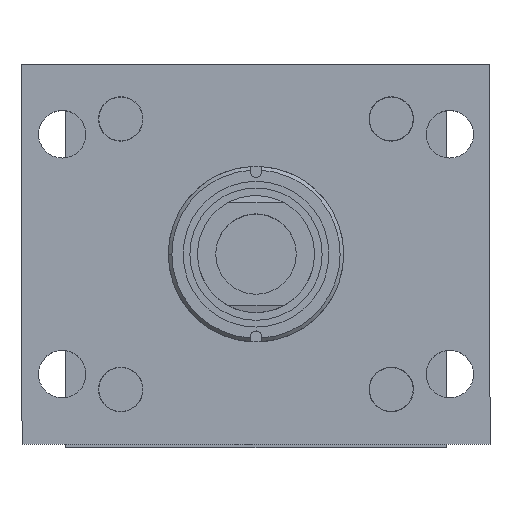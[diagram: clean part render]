
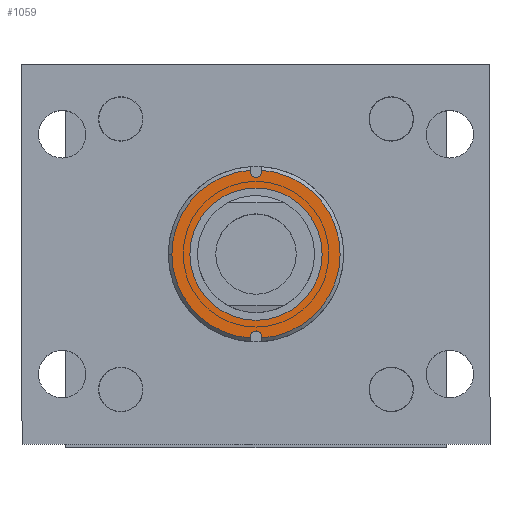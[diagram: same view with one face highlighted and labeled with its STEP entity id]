
A CAD part, top view. The second image highlights one B-rep face of the part: STEP entity #1059.
In plain terms, the highlighted planar face has unit normal (0, 0, 1).
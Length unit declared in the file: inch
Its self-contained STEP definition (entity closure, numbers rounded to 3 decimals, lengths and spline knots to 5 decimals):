
#3 = DIRECTION ( 'NONE',  ( 0., 0., 1. ) ) ;
#26 = EDGE_CURVE ( 'NONE', #1045, #1643, #5571, .T. ) ;
#588 = VERTEX_POINT ( 'NONE', #4493 ) ;
#810 = DIRECTION ( 'NONE',  ( 1., 0., 0. ) ) ;
#922 = CARTESIAN_POINT ( 'NONE',  ( 19.2471, 42.4197, -2.93519 ) ) ;
#1041 = CARTESIAN_POINT ( 'NONE',  ( 19.2471, 43.55073, -2.93519 ) ) ;
#1045 = VERTEX_POINT ( 'NONE', #3483 ) ;
#1059 = ADVANCED_FACE ( 'NONE', ( #3379, #8175 ), #2708, .T. ) ;
#1154 = DIRECTION ( 'NONE',  ( 0., 0., 1. ) ) ;
#1156 = CIRCLE ( 'NONE', #2636, 1.438 ) ;
#1185 = DIRECTION ( 'NONE',  ( 0., 0., 1. ) ) ;
#1233 = DIRECTION ( 'NONE',  ( -1., 0., 0. ) ) ;
#1358 = CARTESIAN_POINT ( 'NONE',  ( 17.8091, 42.4197, -2.93519 ) ) ;
#1450 = VERTEX_POINT ( 'NONE', #8619 ) ;
#1643 = VERTEX_POINT ( 'NONE', #3493 ) ;
#1788 = ORIENTED_EDGE ( 'NONE', *, *, #7928, .F. ) ;
#1812 = DIRECTION ( 'NONE',  ( 0., 0., -1. ) ) ;
#1840 = DIRECTION ( 'NONE',  ( -1., 0., 0. ) ) ;
#1866 = VERTEX_POINT ( 'NONE', #1934 ) ;
#1934 = CARTESIAN_POINT ( 'NONE',  ( 18.11607, 42.4197, -2.93519 ) ) ;
#1955 = DIRECTION ( 'NONE',  ( 0., 0., -1. ) ) ;
#1966 = CIRCLE ( 'NONE', #7016, 0.094 ) ;
#2083 = VERTEX_POINT ( 'NONE', #8596 ) ;
#2110 = VERTEX_POINT ( 'NONE', #1358 ) ;
#2197 = ORIENTED_EDGE ( 'NONE', *, *, #2522, .F. ) ;
#2320 = CARTESIAN_POINT ( 'NONE',  ( 19.3411, 43.8257, -2.93519 ) ) ;
#2522 = EDGE_CURVE ( 'NONE', #5435, #7482, #3353, .T. ) ;
#2636 = AXIS2_PLACEMENT_3D ( 'NONE', #922, #4059, #9707 ) ;
#2708 = PLANE ( 'NONE',  #6590 ) ;
#2808 = DIRECTION ( 'NONE',  ( 0., -1., 0. ) ) ;
#2928 = AXIS2_PLACEMENT_3D ( 'NONE', #6099, #6023, #1233 ) ;
#3154 = DIRECTION ( 'NONE',  ( 0., 0., -1. ) ) ;
#3218 = AXIS2_PLACEMENT_3D ( 'NONE', #7108, #3154, #4723 ) ;
#3353 = LINE ( 'NONE', #5862, #7010 ) ;
#3379 = FACE_BOUND ( 'NONE', #7746, .T. ) ;
#3417 = DIRECTION ( 'NONE',  ( 0., 1., 0. ) ) ;
#3483 = CARTESIAN_POINT ( 'NONE',  ( 19.1531, 43.8257, -2.93519 ) ) ;
#3493 = CARTESIAN_POINT ( 'NONE',  ( 19.1531, 43.85462, -2.93519 ) ) ;
#3667 = VECTOR ( 'NONE', #3825, 39.37008 ) ;
#3825 = DIRECTION ( 'NONE',  ( 0., 1., 0. ) ) ;
#3828 = AXIS2_PLACEMENT_3D ( 'NONE', #6606, #1812, #1840 ) ;
#3853 = CARTESIAN_POINT ( 'NONE',  ( 19.3411, 43.85462, -2.93519 ) ) ;
#3965 = EDGE_CURVE ( 'NONE', #7482, #6636, #6790, .T. ) ;
#4045 = VERTEX_POINT ( 'NONE', #8025 ) ;
#4059 = DIRECTION ( 'NONE',  ( 0., 0., -1. ) ) ;
#4129 = EDGE_CURVE ( 'NONE', #2083, #2110, #8053, .T. ) ;
#4218 = CARTESIAN_POINT ( 'NONE',  ( 19.3411, 43.55073, -2.93519 ) ) ;
#4318 = DIRECTION ( 'NONE',  ( 1., 0., 0. ) ) ;
#4365 = CARTESIAN_POINT ( 'NONE',  ( 19.1531, 43.55073, -2.93519 ) ) ;
#4413 = DIRECTION ( 'NONE',  ( -1., 0., 0. ) ) ;
#4451 = DIRECTION ( 'NONE',  ( 1., 0., 0. ) ) ;
#4493 = CARTESIAN_POINT ( 'NONE',  ( 19.1531, 41.0137, -2.93519 ) ) ;
#4582 = ORIENTED_EDGE ( 'NONE', *, *, #6238, .F. ) ;
#4723 = DIRECTION ( 'NONE',  ( -1., 0., 0. ) ) ;
#4820 = EDGE_CURVE ( 'NONE', #1450, #1866, #7721, .T. ) ;
#5094 = ORIENTED_EDGE ( 'NONE', *, *, #9192, .T. ) ;
#5164 = ORIENTED_EDGE ( 'NONE', *, *, #26, .T. ) ;
#5230 = EDGE_CURVE ( 'NONE', #1045, #5435, #7478, .T. ) ;
#5435 = VERTEX_POINT ( 'NONE', #2320 ) ;
#5471 = ORIENTED_EDGE ( 'NONE', *, *, #4820, .T. ) ;
#5571 = LINE ( 'NONE', #4365, #3667 ) ;
#5572 = LINE ( 'NONE', #4218, #5826 ) ;
#5576 = CARTESIAN_POINT ( 'NONE',  ( 19.3411, 40.98477, -2.93519 ) ) ;
#5826 = VECTOR ( 'NONE', #2808, 39.37008 ) ;
#5862 = CARTESIAN_POINT ( 'NONE',  ( 19.3411, 43.55073, -2.93519 ) ) ;
#6003 = CARTESIAN_POINT ( 'NONE',  ( 19.2471, 41.0137, -2.93519 ) ) ;
#6023 = DIRECTION ( 'NONE',  ( 0., 0., -1. ) ) ;
#6099 = CARTESIAN_POINT ( 'NONE',  ( 19.2471, 42.4197, -2.93519 ) ) ;
#6173 = EDGE_CURVE ( 'NONE', #588, #2083, #6532, .T. ) ;
#6238 = EDGE_CURVE ( 'NONE', #4045, #588, #1966, .T. ) ;
#6274 = AXIS2_PLACEMENT_3D ( 'NONE', #9662, #3, #810 ) ;
#6532 = LINE ( 'NONE', #8280, #8163 ) ;
#6590 = AXIS2_PLACEMENT_3D ( 'NONE', #1041, #1154, #4318 ) ;
#6606 = CARTESIAN_POINT ( 'NONE',  ( 19.2471, 42.4197, -2.93519 ) ) ;
#6636 = VERTEX_POINT ( 'NONE', #5576 ) ;
#6790 = CIRCLE ( 'NONE', #3218, 1.438 ) ;
#7010 = VECTOR ( 'NONE', #3417, 39.37008 ) ;
#7016 = AXIS2_PLACEMENT_3D ( 'NONE', #6003, #1185, #4451 ) ;
#7104 = EDGE_CURVE ( 'NONE', #4045, #6636, #5572, .T. ) ;
#7108 = CARTESIAN_POINT ( 'NONE',  ( 19.2471, 42.4197, -2.93519 ) ) ;
#7478 = CIRCLE ( 'NONE', #6274, 0.094 ) ;
#7482 = VERTEX_POINT ( 'NONE', #3853 ) ;
#7531 = ORIENTED_EDGE ( 'NONE', *, *, #6173, .F. ) ;
#7721 = CIRCLE ( 'NONE', #9292, 1.13104 ) ;
#7746 = EDGE_LOOP ( 'NONE', ( #5094, #5471 ) ) ;
#7897 = ORIENTED_EDGE ( 'NONE', *, *, #4129, .F. ) ;
#7928 = EDGE_CURVE ( 'NONE', #2110, #1643, #1156, .T. ) ;
#8025 = CARTESIAN_POINT ( 'NONE',  ( 19.3411, 41.0137, -2.93519 ) ) ;
#8053 = CIRCLE ( 'NONE', #3828, 1.438 ) ;
#8163 = VECTOR ( 'NONE', #8323, 39.37008 ) ;
#8175 = FACE_OUTER_BOUND ( 'NONE', #8284, .T. ) ;
#8208 = ORIENTED_EDGE ( 'NONE', *, *, #3965, .F. ) ;
#8280 = CARTESIAN_POINT ( 'NONE',  ( 19.1531, 43.55073, -2.93519 ) ) ;
#8284 = EDGE_LOOP ( 'NONE', ( #4582, #9187, #8208, #2197, #9533, #5164, #1788, #7897, #7531 ) ) ;
#8323 = DIRECTION ( 'NONE',  ( 0., -1., 0. ) ) ;
#8596 = CARTESIAN_POINT ( 'NONE',  ( 19.1531, 40.98477, -2.93519 ) ) ;
#8619 = CARTESIAN_POINT ( 'NONE',  ( 20.37814, 42.4197, -2.93519 ) ) ;
#9187 = ORIENTED_EDGE ( 'NONE', *, *, #7104, .T. ) ;
#9192 = EDGE_CURVE ( 'NONE', #1866, #1450, #9283, .T. ) ;
#9283 = CIRCLE ( 'NONE', #2928, 1.13104 ) ;
#9292 = AXIS2_PLACEMENT_3D ( 'NONE', #10081, #1955, #4413 ) ;
#9533 = ORIENTED_EDGE ( 'NONE', *, *, #5230, .F. ) ;
#9662 = CARTESIAN_POINT ( 'NONE',  ( 19.2471, 43.8257, -2.93519 ) ) ;
#9707 = DIRECTION ( 'NONE',  ( -1., 0., 0. ) ) ;
#10081 = CARTESIAN_POINT ( 'NONE',  ( 19.2471, 42.4197, -2.93519 ) ) ;
